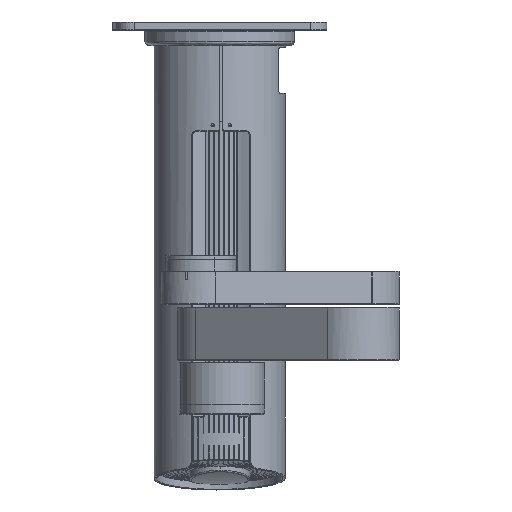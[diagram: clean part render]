
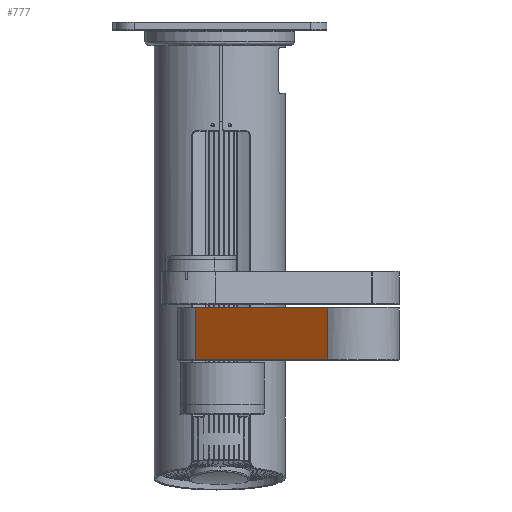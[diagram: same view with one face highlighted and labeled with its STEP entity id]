
A CAD part, left-side view. The second image highlights one B-rep face of the part: STEP entity #777.
In plain terms, the highlighted face is planar.
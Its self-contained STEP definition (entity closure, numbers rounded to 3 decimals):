
#88=CARTESIAN_POINT('Vertex',(38.478,158.,239.466)) ;
#129=CARTESIAN_POINT('Vertex',(38.478,358.,239.466)) ;
#134=CARTESIAN_POINT('Line Origine',(38.478,258.,239.466)) ;
#266=CARTESIAN_POINT('Vertex',(38.478,358.,300.466)) ;
#269=CARTESIAN_POINT('Line Origine',(38.478,358.,269.966)) ;
#538=CARTESIAN_POINT('Vertex',(38.478,158.,300.466)) ;
#707=CARTESIAN_POINT('Line Origine',(38.478,258.,300.466)) ;
#761=CARTESIAN_POINT('Axis2P3D Location',(38.478,358.,238.466)) ;
#766=CARTESIAN_POINT('Line Origine',(38.478,158.,269.966)) ;
#135=DIRECTION('Vector Direction',(0.,-1.,0.)) ;
#270=DIRECTION('Vector Direction',(0.,0.,1.)) ;
#708=DIRECTION('Vector Direction',(0.,-1.,0.)) ;
#762=DIRECTION('Axis2P3D Direction',(-1.,0.,0.)) ;
#763=DIRECTION('Axis2P3D XDirection',(0.,0.,1.)) ;
#767=DIRECTION('Vector Direction',(0.,0.,1.)) ;
#764=AXIS2_PLACEMENT_3D('Plane Axis2P3D',#761,#762,#763) ;
#772=ORIENTED_EDGE('',*,*,#770,.F.) ;
#773=ORIENTED_EDGE('',*,*,#138,.F.) ;
#774=ORIENTED_EDGE('',*,*,#273,.F.) ;
#775=ORIENTED_EDGE('',*,*,#711,.F.) ;
#136=VECTOR('Line Direction',#135,1.) ;
#271=VECTOR('Line Direction',#270,1.) ;
#709=VECTOR('Line Direction',#708,1.) ;
#768=VECTOR('Line Direction',#767,1.) ;
#777=ADVANCED_FACE('NONE',(#776),#765,.F.) ;
#138=EDGE_CURVE('',#130,#89,#137,.T.) ;
#273=EDGE_CURVE('',#267,#130,#272,.F.) ;
#711=EDGE_CURVE('',#539,#267,#710,.F.) ;
#770=EDGE_CURVE('',#89,#539,#769,.T.) ;
#771=EDGE_LOOP('',(#772,#773,#774,#775)) ;
#776=FACE_OUTER_BOUND('',#771,.T.) ;
#137=LINE('Line',#134,#136) ;
#272=LINE('Line',#269,#271) ;
#710=LINE('Line',#707,#709) ;
#769=LINE('Line',#766,#768) ;
#765=PLANE('Plane',#764) ;
#89=VERTEX_POINT('',#88) ;
#130=VERTEX_POINT('',#129) ;
#267=VERTEX_POINT('',#266) ;
#539=VERTEX_POINT('',#538) ;
